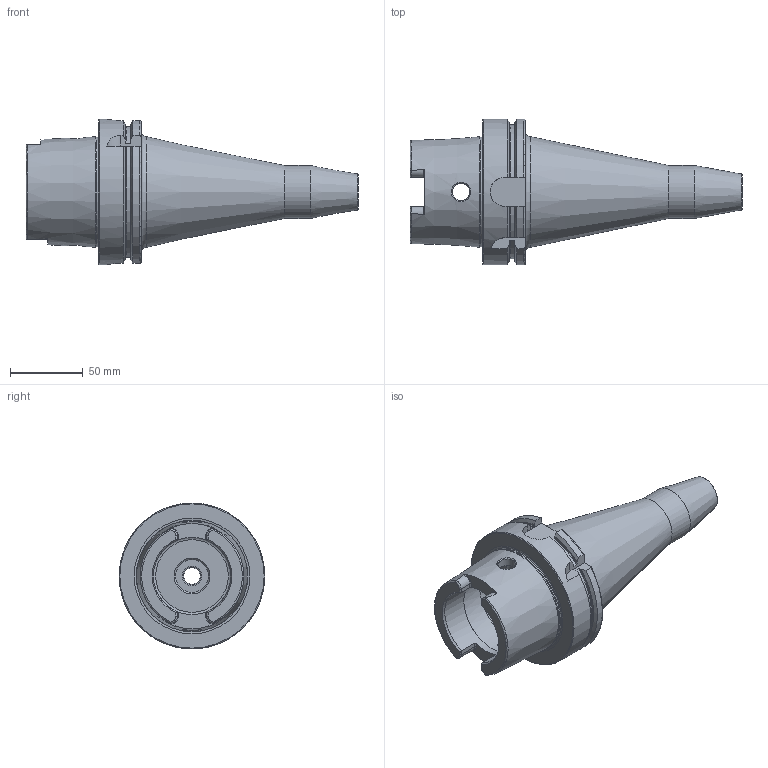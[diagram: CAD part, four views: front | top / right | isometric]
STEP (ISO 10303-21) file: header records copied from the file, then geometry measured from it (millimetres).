
FILE_DESCRIPTION(/* description */ (''),/* implementation_level */ '2;1');
FILE_NAME(/* name */ 'HSK100A-SF.625-7.0T.step',/* time_stamp */ '2026-03-04T12:49:07-06:00',/* author */ (''),/* organization */ (''),/* preprocessor_version */ 'ST-DEVELOPER v20.1',/* originating_system */ 'Autodesk Translation Framework v14.24.0.0',/* authorisation */ '');
FILE_SCHEMA (('AUTOMOTIVE_DESIGN { 1 0 10303 214 3 1 1 }'));
Length unit declared in the file: inch
Products named in the file (1): HSK100A Template
Bounding box: 227.8 x 100 x 100 mm (x, y, z)
Volume: 538176.9 mm3; surface area: 74318.3 mm2
Topology: 1 solids, 1 shells, 115 faces, 308 edges, 199 vertices
Faces by surface type: cylinder 36, plane 33, torus 25, cone 19, bspline 2
Full cylindrical faces by diameter (mm): 11.303 x1, 11.989 x2, 15.875 x1, 17.399 x1, 22.6 x1, 25 x1, 36.373 x1, 53 x2, 63 x1, 75.164 x1, 100 x1
Entity records: 4850 total; most frequent: CARTESIAN_POINT 1983, ORIENTED_EDGE 616, DIRECTION 585, EDGE_CURVE 308, AXIS2_PLACEMENT_3D 242, VERTEX_POINT 199, EDGE_LOOP 125, CIRCLE 124
